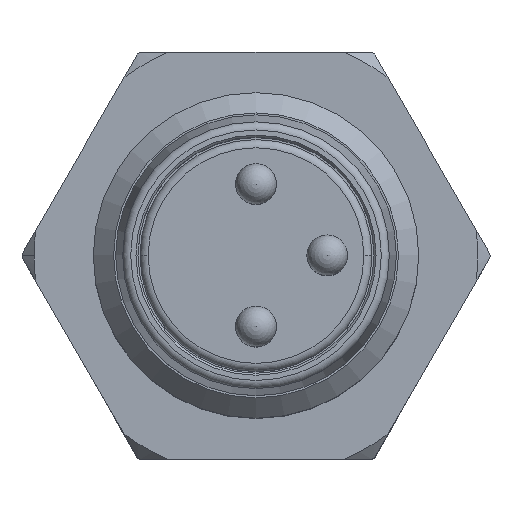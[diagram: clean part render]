
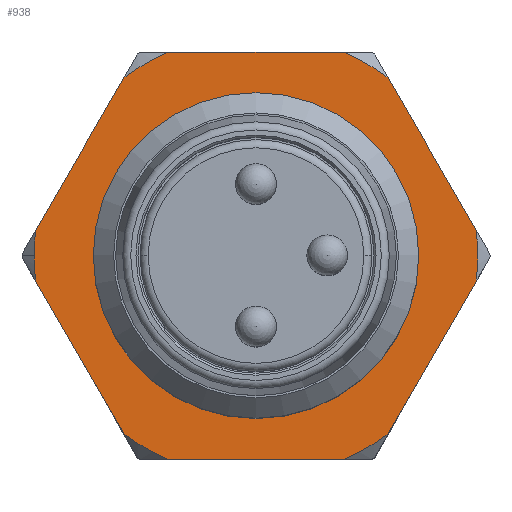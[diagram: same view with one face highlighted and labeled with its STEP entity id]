
A CAD part, top view. The second image highlights one B-rep face of the part: STEP entity #938.
In plain terms, the highlighted planar face has unit normal (0, 0, 1).
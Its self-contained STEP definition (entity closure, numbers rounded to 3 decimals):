
#642=PLANE('',#2529);
#782=LINE('',#3524,#866);
#783=LINE('',#3529,#867);
#784=LINE('',#3533,#868);
#785=LINE('',#3537,#869);
#786=LINE('',#3543,#870);
#787=LINE('',#3547,#871);
#866=VECTOR('',#2914,1.);
#867=VECTOR('',#2917,1.);
#868=VECTOR('',#2920,1.);
#869=VECTOR('',#2923,1.);
#870=VECTOR('',#2928,1.);
#871=VECTOR('',#2931,1.);
#938=ADVANCED_FACE('',(#1099,#1100),#642,.T.);
#1099=FACE_BOUND('',#1220,.T.);
#1100=FACE_BOUND('',#1221,.T.);
#1220=EDGE_LOOP('',(#1503));
#1221=EDGE_LOOP('',(#1504,#1505,#1506,#1507,#1508,#1509,#1510,#1511,#1512,
#1513,#1514,#1515,#1516));
#1503=ORIENTED_EDGE('',*,*,#2136,.F.);
#1504=ORIENTED_EDGE('',*,*,#2137,.T.);
#1505=ORIENTED_EDGE('',*,*,#2138,.T.);
#1506=ORIENTED_EDGE('',*,*,#2139,.T.);
#1507=ORIENTED_EDGE('',*,*,#2140,.T.);
#1508=ORIENTED_EDGE('',*,*,#2141,.T.);
#1509=ORIENTED_EDGE('',*,*,#2142,.T.);
#1510=ORIENTED_EDGE('',*,*,#2143,.T.);
#1511=ORIENTED_EDGE('',*,*,#2144,.T.);
#1512=ORIENTED_EDGE('',*,*,#2145,.T.);
#1513=ORIENTED_EDGE('',*,*,#2146,.T.);
#1514=ORIENTED_EDGE('',*,*,#2147,.T.);
#1515=ORIENTED_EDGE('',*,*,#2148,.T.);
#1516=ORIENTED_EDGE('',*,*,#2149,.T.);
#1927=VERTEX_POINT('',#3523);
#1928=VERTEX_POINT('',#3525);
#1929=VERTEX_POINT('',#3526);
#1930=VERTEX_POINT('',#3528);
#1931=VERTEX_POINT('',#3530);
#1932=VERTEX_POINT('',#3532);
#1933=VERTEX_POINT('',#3534);
#1934=VERTEX_POINT('',#3536);
#1935=VERTEX_POINT('',#3538);
#1936=VERTEX_POINT('',#3540);
#1937=VERTEX_POINT('',#3542);
#1938=VERTEX_POINT('',#3544);
#1939=VERTEX_POINT('',#3546);
#1940=VERTEX_POINT('',#3548);
#2136=EDGE_CURVE('',#1927,#1927,#2344,.T.);
#2137=EDGE_CURVE('',#1928,#1929,#782,.T.);
#2138=EDGE_CURVE('',#1929,#1930,#2345,.T.);
#2139=EDGE_CURVE('',#1930,#1931,#783,.T.);
#2140=EDGE_CURVE('',#1931,#1932,#2346,.T.);
#2141=EDGE_CURVE('',#1932,#1933,#784,.T.);
#2142=EDGE_CURVE('',#1933,#1934,#2347,.T.);
#2143=EDGE_CURVE('',#1934,#1935,#785,.T.);
#2144=EDGE_CURVE('',#1935,#1936,#2348,.T.);
#2145=EDGE_CURVE('',#1936,#1937,#2349,.T.);
#2146=EDGE_CURVE('',#1937,#1938,#786,.T.);
#2147=EDGE_CURVE('',#1938,#1939,#2350,.T.);
#2148=EDGE_CURVE('',#1939,#1940,#787,.T.);
#2149=EDGE_CURVE('',#1940,#1928,#2351,.T.);
#2344=CIRCLE('',#2521,4.);
#2345=CIRCLE('',#2522,5.45);
#2346=CIRCLE('',#2523,5.45);
#2347=CIRCLE('',#2524,5.45);
#2348=CIRCLE('',#2525,5.45);
#2349=CIRCLE('',#2526,5.45);
#2350=CIRCLE('',#2527,5.45);
#2351=CIRCLE('',#2528,5.45);
#2521=AXIS2_PLACEMENT_3D('',#3522,#2912,#2913);
#2522=AXIS2_PLACEMENT_3D('',#3527,#2915,#2916);
#2523=AXIS2_PLACEMENT_3D('',#3531,#2918,#2919);
#2524=AXIS2_PLACEMENT_3D('',#3535,#2921,#2922);
#2525=AXIS2_PLACEMENT_3D('',#3539,#2924,#2925);
#2526=AXIS2_PLACEMENT_3D('',#3541,#2926,#2927);
#2527=AXIS2_PLACEMENT_3D('',#3545,#2929,#2930);
#2528=AXIS2_PLACEMENT_3D('',#3549,#2932,#2933);
#2529=AXIS2_PLACEMENT_3D('',#3550,#2934,#2935);
#2912=DIRECTION('',(0.,0.,1.));
#2913=DIRECTION('',(1.,0.,0.));
#2914=DIRECTION('',(0.5,0.866,0.));
#2915=DIRECTION('',(0.,0.,1.));
#2916=DIRECTION('',(1.,0.,0.));
#2917=DIRECTION('',(-0.5,0.866,0.));
#2918=DIRECTION('',(0.,0.,1.));
#2919=DIRECTION('',(1.,0.,0.));
#2920=DIRECTION('',(-1.,0.,0.));
#2921=DIRECTION('',(0.,0.,1.));
#2922=DIRECTION('',(1.,0.,0.));
#2923=DIRECTION('',(-0.5,-0.866,0.));
#2924=DIRECTION('',(0.,0.,1.));
#2925=DIRECTION('',(1.,0.,0.));
#2926=DIRECTION('',(0.,0.,1.));
#2927=DIRECTION('',(1.,0.,0.));
#2928=DIRECTION('',(0.5,-0.866,0.));
#2929=DIRECTION('',(0.,0.,1.));
#2930=DIRECTION('',(1.,0.,0.));
#2931=DIRECTION('',(1.,0.,0.));
#2932=DIRECTION('',(0.,0.,1.));
#2933=DIRECTION('',(1.,0.,0.));
#2934=DIRECTION('',(0.,0.,1.));
#2935=DIRECTION('',(1.,0.,0.));
#3522=CARTESIAN_POINT('',(-230.,10.,-1.5));
#3523=CARTESIAN_POINT('',(-234.,10.,-1.5));
#3524=CARTESIAN_POINT('',(-225.67,7.5,-1.5));
#3525=CARTESIAN_POINT('',(-226.754,5.622,-1.5));
#3526=CARTESIAN_POINT('',(-224.586,9.378,-1.5));
#3527=CARTESIAN_POINT('',(-230.,10.,-1.5));
#3528=CARTESIAN_POINT('',(-224.586,10.622,-1.5));
#3529=CARTESIAN_POINT('',(-225.67,12.5,-1.5));
#3530=CARTESIAN_POINT('',(-226.754,14.378,-1.5));
#3531=CARTESIAN_POINT('',(-230.,10.,-1.5));
#3532=CARTESIAN_POINT('',(-227.831,15.,-1.5));
#3533=CARTESIAN_POINT('',(-230.,15.,-1.5));
#3534=CARTESIAN_POINT('',(-232.169,15.,-1.5));
#3535=CARTESIAN_POINT('',(-230.,10.,-1.5));
#3536=CARTESIAN_POINT('',(-233.246,14.378,-1.5));
#3537=CARTESIAN_POINT('',(-234.33,12.5,-1.5));
#3538=CARTESIAN_POINT('',(-235.414,10.622,-1.5));
#3539=CARTESIAN_POINT('',(-230.,10.,-1.5));
#3540=CARTESIAN_POINT('',(-235.45,10.,-1.5));
#3541=CARTESIAN_POINT('',(-230.,10.,-1.5));
#3542=CARTESIAN_POINT('',(-235.414,9.378,-1.5));
#3543=CARTESIAN_POINT('',(-234.33,7.5,-1.5));
#3544=CARTESIAN_POINT('',(-233.246,5.622,-1.5));
#3545=CARTESIAN_POINT('',(-230.,10.,-1.5));
#3546=CARTESIAN_POINT('',(-232.169,5.,-1.5));
#3547=CARTESIAN_POINT('',(-230.,5.,-1.5));
#3548=CARTESIAN_POINT('',(-227.831,5.,-1.5));
#3549=CARTESIAN_POINT('',(-230.,10.,-1.5));
#3550=CARTESIAN_POINT('',(-230.,10.,-1.5));
